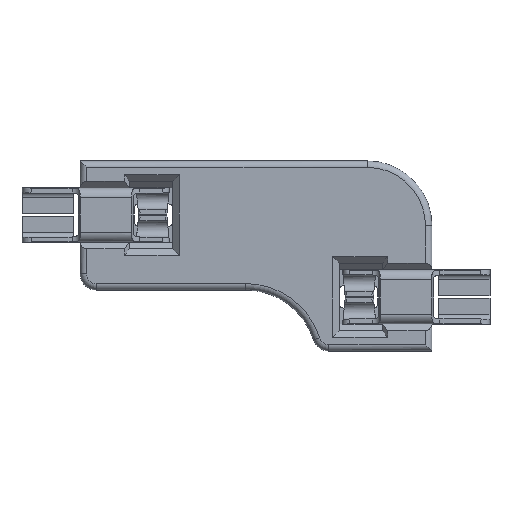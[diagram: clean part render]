
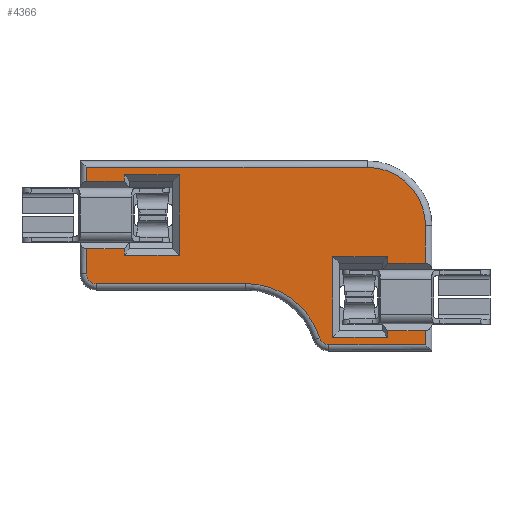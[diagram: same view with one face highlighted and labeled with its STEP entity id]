
A CAD part, front view. The second image highlights one B-rep face of the part: STEP entity #4366.
In plain terms, the highlighted planar face has unit normal (0, -1, 0).
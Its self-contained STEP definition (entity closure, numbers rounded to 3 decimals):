
#108=CIRCLE('',#4714,0.3);
#109=CIRCLE('',#4715,2.4);
#110=CIRCLE('',#4716,0.3);
#111=CIRCLE('',#4717,1.8);
#279=PLANE('',#4713);
#475=FACE_OUTER_BOUND('',#713,.T.);
#713=EDGE_LOOP('',(#3567,#3568,#3569,#3570,#3571,#3572,#3573,#3574,#3575,
#3576,#3577,#3578,#3579,#3580,#3581,#3582,#3583,#3584,#3585,#3586,#3587,
#3588,#3589,#3590,#3591));
#1124=LINE('',#7245,#1562);
#1130=LINE('',#7256,#1568);
#1131=LINE('',#7259,#1569);
#1133=LINE('',#7265,#1571);
#1134=LINE('',#7267,#1572);
#1135=LINE('',#7271,#1573);
#1136=LINE('',#7277,#1574);
#1137=LINE('',#7279,#1575);
#1138=LINE('',#7281,#1576);
#1139=LINE('',#7283,#1577);
#1140=LINE('',#7285,#1578);
#1141=LINE('',#7287,#1579);
#1142=LINE('',#7289,#1580);
#1143=LINE('',#7291,#1581);
#1144=LINE('',#7293,#1582);
#1145=LINE('',#7295,#1583);
#1146=LINE('',#7299,#1584);
#1147=LINE('',#7300,#1585);
#1148=LINE('',#7302,#1586);
#1149=LINE('',#7304,#1587);
#1150=LINE('',#7305,#1588);
#1562=VECTOR('',#5648,10.);
#1568=VECTOR('',#5658,10.);
#1569=VECTOR('',#5661,10.);
#1571=VECTOR('',#5667,10.);
#1572=VECTOR('',#5668,10.);
#1573=VECTOR('',#5671,10.);
#1574=VECTOR('',#5676,10.);
#1575=VECTOR('',#5677,10.);
#1576=VECTOR('',#5678,10.);
#1577=VECTOR('',#5679,10.);
#1578=VECTOR('',#5680,10.);
#1579=VECTOR('',#5681,10.);
#1580=VECTOR('',#5682,10.);
#1581=VECTOR('',#5683,10.);
#1582=VECTOR('',#5684,10.);
#1583=VECTOR('',#5685,10.);
#1584=VECTOR('',#5688,10.);
#1585=VECTOR('',#5689,10.);
#1586=VECTOR('',#5690,10.);
#1587=VECTOR('',#5691,10.);
#1588=VECTOR('',#5692,10.);
#2038=VERTEX_POINT('',#7242);
#2039=VERTEX_POINT('',#7244);
#2041=VERTEX_POINT('',#7252);
#2042=VERTEX_POINT('',#7254);
#2043=VERTEX_POINT('',#7258);
#2045=VERTEX_POINT('',#7264);
#2046=VERTEX_POINT('',#7266);
#2047=VERTEX_POINT('',#7268);
#2048=VERTEX_POINT('',#7270);
#2049=VERTEX_POINT('',#7272);
#2050=VERTEX_POINT('',#7274);
#2051=VERTEX_POINT('',#7276);
#2052=VERTEX_POINT('',#7278);
#2053=VERTEX_POINT('',#7280);
#2054=VERTEX_POINT('',#7282);
#2055=VERTEX_POINT('',#7284);
#2056=VERTEX_POINT('',#7286);
#2057=VERTEX_POINT('',#7288);
#2058=VERTEX_POINT('',#7290);
#2059=VERTEX_POINT('',#7292);
#2060=VERTEX_POINT('',#7294);
#2061=VERTEX_POINT('',#7296);
#2062=VERTEX_POINT('',#7298);
#2063=VERTEX_POINT('',#7301);
#2064=VERTEX_POINT('',#7303);
#2579=EDGE_CURVE('',#2038,#2039,#1124,.T.);
#2585=EDGE_CURVE('',#2042,#2041,#1130,.T.);
#2586=EDGE_CURVE('',#2041,#2043,#1131,.T.);
#2589=EDGE_CURVE('',#2045,#2038,#1133,.T.);
#2590=EDGE_CURVE('',#2046,#2045,#1134,.T.);
#2591=EDGE_CURVE('',#2047,#2046,#108,.T.);
#2592=EDGE_CURVE('',#2048,#2047,#1135,.T.);
#2593=EDGE_CURVE('',#2049,#2048,#109,.T.);
#2594=EDGE_CURVE('',#2050,#2049,#110,.T.);
#2595=EDGE_CURVE('',#2051,#2050,#1136,.T.);
#2596=EDGE_CURVE('',#2052,#2051,#1137,.T.);
#2597=EDGE_CURVE('',#2053,#2052,#1138,.T.);
#2598=EDGE_CURVE('',#2054,#2053,#1139,.T.);
#2599=EDGE_CURVE('',#2055,#2054,#1140,.T.);
#2600=EDGE_CURVE('',#2056,#2055,#1141,.T.);
#2601=EDGE_CURVE('',#2057,#2056,#1142,.T.);
#2602=EDGE_CURVE('',#2058,#2057,#1143,.T.);
#2603=EDGE_CURVE('',#2059,#2058,#1144,.T.);
#2604=EDGE_CURVE('',#2060,#2059,#1145,.T.);
#2605=EDGE_CURVE('',#2061,#2060,#111,.T.);
#2606=EDGE_CURVE('',#2062,#2061,#1146,.T.);
#2607=EDGE_CURVE('',#2043,#2062,#1147,.T.);
#2608=EDGE_CURVE('',#2063,#2042,#1148,.T.);
#2609=EDGE_CURVE('',#2064,#2063,#1149,.T.);
#2610=EDGE_CURVE('',#2039,#2064,#1150,.T.);
#3567=ORIENTED_EDGE('',*,*,#2579,.F.);
#3568=ORIENTED_EDGE('',*,*,#2589,.F.);
#3569=ORIENTED_EDGE('',*,*,#2590,.F.);
#3570=ORIENTED_EDGE('',*,*,#2591,.F.);
#3571=ORIENTED_EDGE('',*,*,#2592,.F.);
#3572=ORIENTED_EDGE('',*,*,#2593,.F.);
#3573=ORIENTED_EDGE('',*,*,#2594,.F.);
#3574=ORIENTED_EDGE('',*,*,#2595,.F.);
#3575=ORIENTED_EDGE('',*,*,#2596,.F.);
#3576=ORIENTED_EDGE('',*,*,#2597,.F.);
#3577=ORIENTED_EDGE('',*,*,#2598,.F.);
#3578=ORIENTED_EDGE('',*,*,#2599,.F.);
#3579=ORIENTED_EDGE('',*,*,#2600,.F.);
#3580=ORIENTED_EDGE('',*,*,#2601,.F.);
#3581=ORIENTED_EDGE('',*,*,#2602,.F.);
#3582=ORIENTED_EDGE('',*,*,#2603,.F.);
#3583=ORIENTED_EDGE('',*,*,#2604,.F.);
#3584=ORIENTED_EDGE('',*,*,#2605,.F.);
#3585=ORIENTED_EDGE('',*,*,#2606,.F.);
#3586=ORIENTED_EDGE('',*,*,#2607,.F.);
#3587=ORIENTED_EDGE('',*,*,#2586,.F.);
#3588=ORIENTED_EDGE('',*,*,#2585,.F.);
#3589=ORIENTED_EDGE('',*,*,#2608,.F.);
#3590=ORIENTED_EDGE('',*,*,#2609,.F.);
#3591=ORIENTED_EDGE('',*,*,#2610,.F.);
#4366=ADVANCED_FACE('',(#475),#279,.T.);
#4713=AXIS2_PLACEMENT_3D('',#7263,#5665,#5666);
#4714=AXIS2_PLACEMENT_3D('',#7269,#5669,#5670);
#4715=AXIS2_PLACEMENT_3D('',#7273,#5672,#5673);
#4716=AXIS2_PLACEMENT_3D('',#7275,#5674,#5675);
#4717=AXIS2_PLACEMENT_3D('',#7297,#5686,#5687);
#5648=DIRECTION('',(0.,0.,-1.));
#5658=DIRECTION('',(0.,0.,-1.));
#5661=DIRECTION('',(-1.,0.,0.));
#5665=DIRECTION('center_axis',(0.,-1.,0.));
#5666=DIRECTION('ref_axis',(0.,0.,-1.));
#5667=DIRECTION('',(1.,0.,0.));
#5668=DIRECTION('',(0.,0.,1.));
#5669=DIRECTION('center_axis',(0.,1.,0.));
#5670=DIRECTION('ref_axis',(-0.707,0.,-0.707));
#5671=DIRECTION('',(-1.,0.,0.));
#5672=DIRECTION('center_axis',(0.,-1.,0.));
#5673=DIRECTION('ref_axis',(0.592,0.,0.806));
#5674=DIRECTION('center_axis',(0.,1.,0.));
#5675=DIRECTION('ref_axis',(-0.592,0.,-0.806));
#5676=DIRECTION('',(-1.,0.,0.));
#5677=DIRECTION('',(0.,0.,-1.));
#5678=DIRECTION('',(1.,0.,0.));
#5679=DIRECTION('',(0.,0.,1.));
#5680=DIRECTION('',(1.,0.,0.));
#5681=DIRECTION('',(0.,0.,-1.));
#5682=DIRECTION('',(-1.,0.,0.));
#5683=DIRECTION('',(0.,0.,1.));
#5684=DIRECTION('',(-1.,0.,0.));
#5685=DIRECTION('',(0.,0.,-1.));
#5686=DIRECTION('center_axis',(0.,1.,0.));
#5687=DIRECTION('ref_axis',(0.707,0.,0.707));
#5688=DIRECTION('',(1.,0.,0.));
#5689=DIRECTION('',(0.,0.,1.));
#5690=DIRECTION('',(-1.,0.,0.));
#5691=DIRECTION('',(0.,0.,1.));
#5692=DIRECTION('',(1.,0.,0.));
#7242=CARTESIAN_POINT('',(1.375,-1.85,3.175));
#7244=CARTESIAN_POINT('',(1.375,-1.85,2.965));
#7245=CARTESIAN_POINT('',(1.375,-1.85,3.055));
#7252=CARTESIAN_POINT('',(1.375,-1.85,5.255));
#7254=CARTESIAN_POINT('',(1.375,-1.85,5.465));
#7256=CARTESIAN_POINT('',(1.375,-1.85,3.055));
#7258=CARTESIAN_POINT('',(0.2,-1.85,5.255));
#7259=CARTESIAN_POINT('',(2.725,-1.85,5.255));
#7263=CARTESIAN_POINT('Origin',(5.45,-1.85,2.945));
#7264=CARTESIAN_POINT('',(0.2,-1.85,3.175));
#7265=CARTESIAN_POINT('',(3.487,-1.85,3.175));
#7266=CARTESIAN_POINT('',(0.2,-1.85,2.39));
#7267=CARTESIAN_POINT('',(0.2,-1.85,3.16));
#7268=CARTESIAN_POINT('',(0.5,-1.85,2.09));
#7269=CARTESIAN_POINT('Origin',(0.5,-1.85,2.39));
#7270=CARTESIAN_POINT('',(5.13,-1.85,2.09));
#7271=CARTESIAN_POINT('',(2.725,-1.85,2.09));
#7272=CARTESIAN_POINT('',(7.419,-1.85,0.41));
#7273=CARTESIAN_POINT('Origin',(5.13,-1.85,-0.31));
#7274=CARTESIAN_POINT('',(7.706,-1.85,0.2));
#7275=CARTESIAN_POINT('Origin',(7.706,-1.85,0.5));
#7276=CARTESIAN_POINT('',(10.7,-1.85,0.2));
#7277=CARTESIAN_POINT('',(5.45,-1.85,0.2));
#7278=CARTESIAN_POINT('',(10.7,-1.85,0.635));
#7279=CARTESIAN_POINT('',(10.7,-1.85,1.473));
#7280=CARTESIAN_POINT('',(9.525,-1.85,0.635));
#7281=CARTESIAN_POINT('',(8.175,-1.85,0.635));
#7282=CARTESIAN_POINT('',(9.525,-1.85,0.425));
#7283=CARTESIAN_POINT('',(9.525,-1.85,2.835));
#7284=CARTESIAN_POINT('',(7.825,-1.85,0.425));
#7285=CARTESIAN_POINT('',(7.412,-1.85,0.425));
#7286=CARTESIAN_POINT('',(7.825,-1.85,2.925));
#7287=CARTESIAN_POINT('',(7.825,-1.85,2.135));
#7288=CARTESIAN_POINT('',(9.525,-1.85,2.925));
#7289=CARTESIAN_POINT('',(6.737,-1.85,2.925));
#7290=CARTESIAN_POINT('',(9.525,-1.85,2.715));
#7291=CARTESIAN_POINT('',(9.525,-1.85,2.835));
#7292=CARTESIAN_POINT('',(10.7,-1.85,2.715));
#7293=CARTESIAN_POINT('',(7.412,-1.85,2.715));
#7294=CARTESIAN_POINT('',(10.7,-1.85,3.89));
#7295=CARTESIAN_POINT('',(10.7,-1.85,1.473));
#7296=CARTESIAN_POINT('',(8.9,-1.85,5.69));
#7297=CARTESIAN_POINT('Origin',(8.9,-1.85,3.89));
#7298=CARTESIAN_POINT('',(0.2,-1.85,5.69));
#7299=CARTESIAN_POINT('',(8.175,-1.85,5.69));
#7300=CARTESIAN_POINT('',(0.2,-1.85,3.16));
#7301=CARTESIAN_POINT('',(3.075,-1.85,5.465));
#7302=CARTESIAN_POINT('',(3.487,-1.85,5.465));
#7303=CARTESIAN_POINT('',(3.075,-1.85,2.965));
#7304=CARTESIAN_POINT('',(3.075,-1.85,3.755));
#7305=CARTESIAN_POINT('',(4.162,-1.85,2.965));
